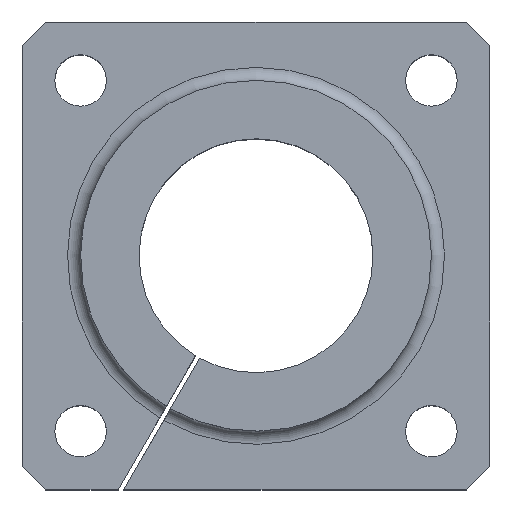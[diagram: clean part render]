
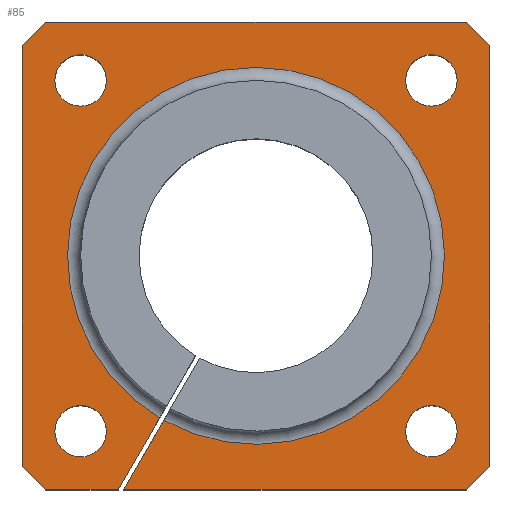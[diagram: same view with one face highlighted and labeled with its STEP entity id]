
A CAD part, top view. The second image highlights one B-rep face of the part: STEP entity #85.
In plain terms, the highlighted planar face has unit normal (0, 0, 1).
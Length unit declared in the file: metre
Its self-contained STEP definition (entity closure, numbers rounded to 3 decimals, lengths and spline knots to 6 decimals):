
#85 = ADVANCED_FACE( '', ( #193, #194, #195, #196, #197 ), #198, .T. );
#193 = FACE_OUTER_BOUND( '', #318, .T. );
#194 = FACE_BOUND( '', #319, .T. );
#195 = FACE_BOUND( '', #320, .T. );
#196 = FACE_BOUND( '', #321, .T. );
#197 = FACE_BOUND( '', #322, .T. );
#198 = PLANE( '', #323 );
#318 = EDGE_LOOP( '', ( #506, #507, #508, #509, #510, #511, #512, #513, #514, #515, #516, #517 ) );
#319 = EDGE_LOOP( '', ( #518 ) );
#320 = EDGE_LOOP( '', ( #519 ) );
#321 = EDGE_LOOP( '', ( #520 ) );
#322 = EDGE_LOOP( '', ( #521 ) );
#323 = AXIS2_PLACEMENT_3D( '', #522, #523, #524 );
#506 = ORIENTED_EDGE( '', *, *, #740, .F. );
#507 = ORIENTED_EDGE( '', *, *, #741, .T. );
#508 = ORIENTED_EDGE( '', *, *, #742, .T. );
#509 = ORIENTED_EDGE( '', *, *, #743, .T. );
#510 = ORIENTED_EDGE( '', *, *, #744, .T. );
#511 = ORIENTED_EDGE( '', *, *, #734, .T. );
#512 = ORIENTED_EDGE( '', *, *, #745, .T. );
#513 = ORIENTED_EDGE( '', *, *, #746, .T. );
#514 = ORIENTED_EDGE( '', *, *, #728, .T. );
#515 = ORIENTED_EDGE( '', *, *, #747, .T. );
#516 = ORIENTED_EDGE( '', *, *, #748, .F. );
#517 = ORIENTED_EDGE( '', *, *, #749, .T. );
#518 = ORIENTED_EDGE( '', *, *, #750, .T. );
#519 = ORIENTED_EDGE( '', *, *, #673, .T. );
#520 = ORIENTED_EDGE( '', *, *, #751, .T. );
#521 = ORIENTED_EDGE( '', *, *, #684, .T. );
#522 = CARTESIAN_POINT( '', ( -0.05, -0.05, 0.018 ) );
#523 = DIRECTION( '', ( 0., 0., 1. ) );
#524 = DIRECTION( '', ( 1., 0., 0. ) );
#673 = EDGE_CURVE( '', #785, #785, #786, .T. );
#684 = EDGE_CURVE( '', #803, #803, #804, .T. );
#728 = EDGE_CURVE( '', #881, #882, #883, .F. );
#734 = EDGE_CURVE( '', #890, #888, #891, .T. );
#740 = EDGE_CURVE( '', #897, #898, #899, .T. );
#741 = EDGE_CURVE( '', #897, #900, #901, .T. );
#742 = EDGE_CURVE( '', #900, #902, #903, .F. );
#743 = EDGE_CURVE( '', #902, #904, #905, .T. );
#744 = EDGE_CURVE( '', #904, #890, #906, .F. );
#745 = EDGE_CURVE( '', #888, #907, #908, .F. );
#746 = EDGE_CURVE( '', #907, #881, #909, .T. );
#747 = EDGE_CURVE( '', #882, #910, #911, .T. );
#748 = EDGE_CURVE( '', #912, #910, #913, .T. );
#749 = EDGE_CURVE( '', #912, #898, #914, .F. );
#750 = EDGE_CURVE( '', #915, #915, #916, .T. );
#751 = EDGE_CURVE( '', #917, #917, #918, .T. );
#785 = VERTEX_POINT( '', #952 );
#786 = CIRCLE( '', #953, 0.0055 );
#803 = VERTEX_POINT( '', #974 );
#804 = CIRCLE( '', #975, 0.0055 );
#881 = VERTEX_POINT( '', #1093 );
#882 = VERTEX_POINT( '', #1094 );
#883 = LINE( '', #1095, #1096 );
#888 = VERTEX_POINT( '', #1103 );
#890 = VERTEX_POINT( '', #1106 );
#891 = LINE( '', #1107, #1108 );
#897 = VERTEX_POINT( '', #1117 );
#898 = VERTEX_POINT( '', #1118 );
#899 = LINE( '', #1119, #1120 );
#900 = VERTEX_POINT( '', #1121 );
#901 = LINE( '', #1122, #1123 );
#902 = VERTEX_POINT( '', #1124 );
#903 = LINE( '', #1125, #1126 );
#904 = VERTEX_POINT( '', #1127 );
#905 = LINE( '', #1128, #1129 );
#906 = LINE( '', #1130, #1131 );
#907 = VERTEX_POINT( '', #1132 );
#908 = LINE( '', #1133, #1134 );
#909 = LINE( '', #1135, #1136 );
#910 = VERTEX_POINT( '', #1137 );
#911 = LINE( '', #1138, #1139 );
#912 = VERTEX_POINT( '', #1140 );
#913 = LINE( '', #1141, #1142 );
#914 = CIRCLE( '', #1143, 0.0403 );
#915 = VERTEX_POINT( '', #1144 );
#916 = CIRCLE( '', #1145, 0.0055 );
#917 = VERTEX_POINT( '', #1146 );
#918 = CIRCLE( '', #1147, 0.0055 );
#952 = CARTESIAN_POINT( '', ( -0.0375, 0.043, 0.018 ) );
#953 = AXIS2_PLACEMENT_3D( '', #1225, #1226, #1227 );
#974 = CARTESIAN_POINT( '', ( -0.0375, -0.032, 0.018 ) );
#975 = AXIS2_PLACEMENT_3D( '', #1241, #1242, #1243 );
#1093 = CARTESIAN_POINT( '', ( -0.05, -0.045, 0.018 ) );
#1094 = CARTESIAN_POINT( '', ( -0.045, -0.05, 0.018 ) );
#1095 = CARTESIAN_POINT( '', ( -0.0475, -0.0475, 0.018 ) );
#1096 = VECTOR( '', #1297, 1. );
#1103 = CARTESIAN_POINT( '', ( -0.045, 0.05, 0.018 ) );
#1106 = CARTESIAN_POINT( '', ( 0.045, 0.05, 0.018 ) );
#1107 = CARTESIAN_POINT( '', ( 0.05, 0.05, 0.018 ) );
#1108 = VECTOR( '', #1301, 1. );
#1117 = CARTESIAN_POINT( '', ( -0.02829, -0.05, 0.018 ) );
#1118 = CARTESIAN_POINT( '', ( -0.019715, -0.035148, 0.018 ) );
#1119 = CARTESIAN_POINT( '', ( -0.033718, -0.059401, 0.018 ) );
#1120 = VECTOR( '', #1305, 1. );
#1121 = CARTESIAN_POINT( '', ( 0.045, -0.05, 0.018 ) );
#1122 = CARTESIAN_POINT( '', ( -0.05, -0.05, 0.018 ) );
#1123 = VECTOR( '', #1306, 1. );
#1124 = CARTESIAN_POINT( '', ( 0.05, -0.045, 0.018 ) );
#1125 = CARTESIAN_POINT( '', ( -0.0025, -0.0975, 0.018 ) );
#1126 = VECTOR( '', #1307, 1. );
#1127 = CARTESIAN_POINT( '', ( 0.05, 0.045, 0.018 ) );
#1128 = CARTESIAN_POINT( '', ( 0.05, -0.05, 0.018 ) );
#1129 = VECTOR( '', #1308, 1. );
#1130 = CARTESIAN_POINT( '', ( 0.0475, 0.0475, 0.018 ) );
#1131 = VECTOR( '', #1309, 1. );
#1132 = CARTESIAN_POINT( '', ( -0.05, 0.045, 0.018 ) );
#1133 = CARTESIAN_POINT( '', ( -0.0975, -0.0025, 0.018 ) );
#1134 = VECTOR( '', #1310, 1. );
#1135 = CARTESIAN_POINT( '', ( -0.05, 0.05, 0.018 ) );
#1136 = VECTOR( '', #1311, 1. );
#1137 = CARTESIAN_POINT( '', ( -0.029445, -0.05, 0.018 ) );
#1138 = CARTESIAN_POINT( '', ( -0.05, -0.05, 0.018 ) );
#1139 = VECTOR( '', #1312, 1. );
#1140 = CARTESIAN_POINT( '', ( -0.020581, -0.034648, 0.018 ) );
#1141 = CARTESIAN_POINT( '', ( -0.034584, -0.058901, 0.018 ) );
#1142 = VECTOR( '', #1313, 1. );
#1143 = AXIS2_PLACEMENT_3D( '', #1314, #1315, #1316 );
#1144 = CARTESIAN_POINT( '', ( 0.0375, -0.032, 0.018 ) );
#1145 = AXIS2_PLACEMENT_3D( '', #1317, #1318, #1319 );
#1146 = CARTESIAN_POINT( '', ( 0.0375, 0.043, 0.018 ) );
#1147 = AXIS2_PLACEMENT_3D( '', #1320, #1321, #1322 );
#1225 = CARTESIAN_POINT( '', ( -0.0375, 0.0375, 0.018 ) );
#1226 = DIRECTION( '', ( 0., 0., -1. ) );
#1227 = DIRECTION( '', ( 0., 1., 0. ) );
#1241 = CARTESIAN_POINT( '', ( -0.0375, -0.0375, 0.018 ) );
#1242 = DIRECTION( '', ( 0., 0., -1. ) );
#1243 = DIRECTION( '', ( 0., 1., 0. ) );
#1297 = DIRECTION( '', ( -0.707, 0.707, 0. ) );
#1301 = DIRECTION( '', ( -1., 0., 0. ) );
#1305 = DIRECTION( '', ( 0.5, 0.866, 0. ) );
#1306 = DIRECTION( '', ( 1., 0., 0. ) );
#1307 = DIRECTION( '', ( -0.707, -0.707, 0. ) );
#1308 = DIRECTION( '', ( 0., 1., 0. ) );
#1309 = DIRECTION( '', ( 0.707, -0.707, 0. ) );
#1310 = DIRECTION( '', ( 0.707, 0.707, 0. ) );
#1311 = DIRECTION( '', ( 0., -1., 0. ) );
#1312 = DIRECTION( '', ( 1., 0., 0. ) );
#1313 = DIRECTION( '', ( -0.5, -0.866, 0. ) );
#1314 = CARTESIAN_POINT( '', ( 0., 0., 0.018 ) );
#1315 = DIRECTION( '', ( 0., 0., 1. ) );
#1316 = DIRECTION( '', ( 1., 0., 0. ) );
#1317 = CARTESIAN_POINT( '', ( 0.0375, -0.0375, 0.018 ) );
#1318 = DIRECTION( '', ( 0., 0., -1. ) );
#1319 = DIRECTION( '', ( 0., 1., 0. ) );
#1320 = CARTESIAN_POINT( '', ( 0.0375, 0.0375, 0.018 ) );
#1321 = DIRECTION( '', ( 0., 0., -1. ) );
#1322 = DIRECTION( '', ( 0., 1., 0. ) );
